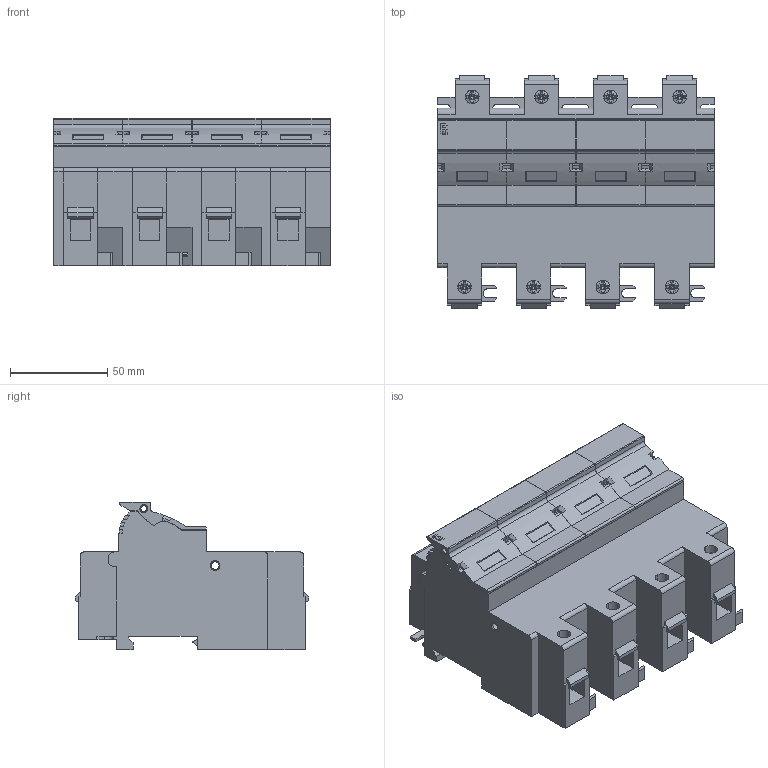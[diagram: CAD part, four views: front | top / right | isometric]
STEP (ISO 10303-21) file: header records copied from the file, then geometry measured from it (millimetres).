
FILE_DESCRIPTION((''),'2;1');
FILE_NAME('EFD22_4P_DIM','2017-09-18T',('matic.bajda'),('Audax d.o.o.'),'CREO PARAMETRIC BY PTC INC, 2016260','CREO PARAMETRIC BY PTC INC, 2016260','');
FILE_SCHEMA(('AUTOMOTIVE_DESIGN { 1 0 10303 214 1 1 1 1 }'));
Length unit declared in the file: millimetre
Products named in the file (1): EFD22_4P_DIM
Bounding box: 142.4 x 120.4 x 75.8 mm (x, y, z)
Volume: 748556.4 mm3; surface area: 95393.8 mm2
Topology: 1 solids, 1 shells, 1073 faces, 3047 edges, 1992 vertices
Faces by surface type: plane 686, cylinder 235, cone 72, sphere 28, torus 28, bspline 16, extrusion 8
Entity records: 46508 total; most frequent: CARTESIAN_POINT 9569, ORIENTED_EDGE 6062, DIRECTION 5443, PRESENTATION_STYLE_ASSIGNMENT 3035, STYLED_ITEM 3032, CURVE_STYLE 3031, EDGE_CURVE 3031, VERTEX_POINT 1992
